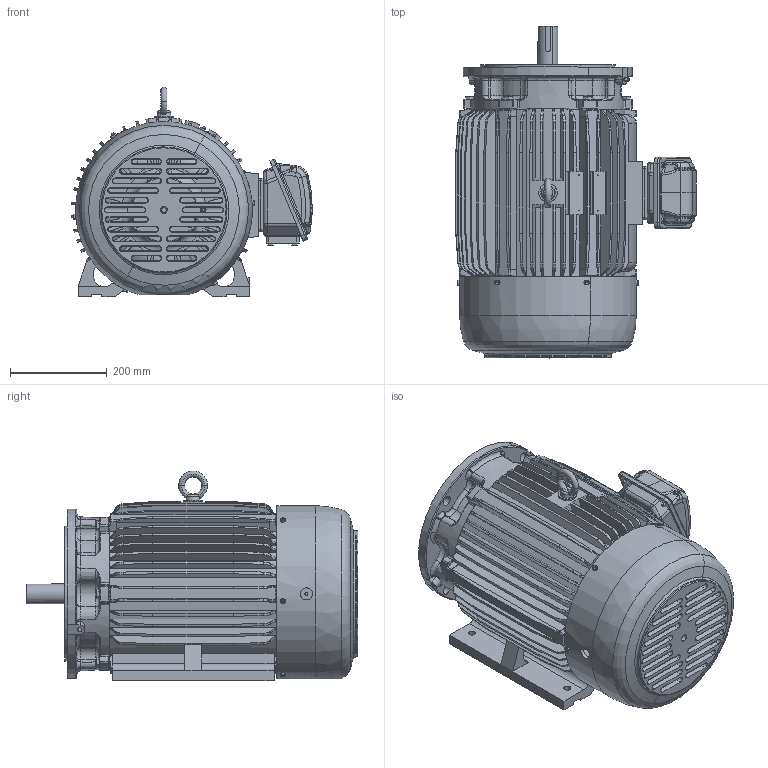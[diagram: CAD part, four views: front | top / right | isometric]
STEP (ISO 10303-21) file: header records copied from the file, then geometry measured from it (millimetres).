
FILE_DESCRIPTION(('CATIA V5 STEP Exchange'),'2;1');
FILE_NAME('286TS-HV-DF_AllCATPart.stp','2012-08-25T01:20:44+00:00',('none'),('none'),'CATIA Version 5 Release 19 SP 9 (IN-10)','CATIA V5 STEP AP203','none');
FILE_SCHEMA(('CONFIG_CONTROL_DESIGN'));
Length unit declared in the file: millimetre
Products named in the file (1): 286TS-HV-DF_AllCATPart
Bounding box: 497.32 x 686.4 x 434 mm (x, y, z)
Volume: 16525476.2 mm3; surface area: 3248216.4 mm2
Topology: 45 solids, 45 shells, 3625 faces, 9698 edges, 6138 vertices
Faces by surface type: plane 1193, cylinder 903, torus 607, cone 472, bspline 385, sphere 53, revolution 8, extrusion 4
Entity records: 140867 total; most frequent: CARTESIAN_POINT 62924, ORIENTED_EDGE 19206, DIRECTION 10698, EDGE_CURVE 9603, VERTEX_POINT 6138, AXIS2_PLACEMENT_3D 5428, EDGE_LOOP 3913, ADVANCED_FACE 3625
